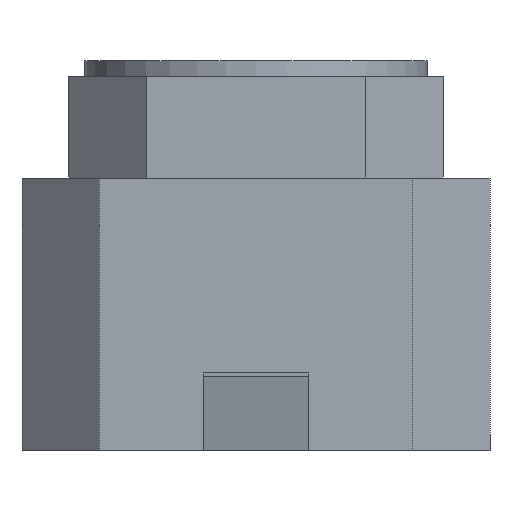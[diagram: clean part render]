
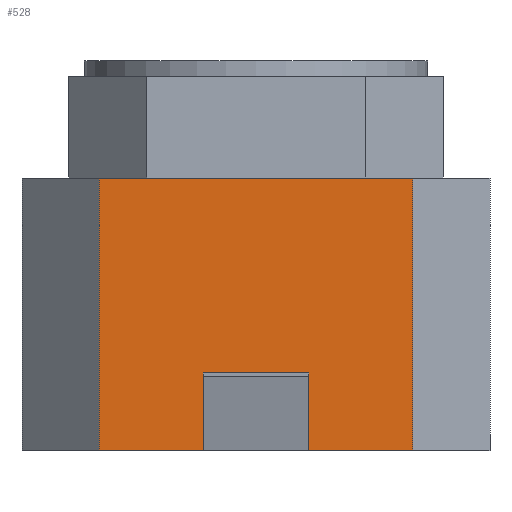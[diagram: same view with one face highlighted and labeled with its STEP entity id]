
A CAD part, left-side view. The second image highlights one B-rep face of the part: STEP entity #528.
In plain terms, the highlighted planar face has unit normal (-1, 0, 0).
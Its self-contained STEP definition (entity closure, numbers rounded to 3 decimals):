
#167 = VERTEX_POINT('',#168);
#168 = CARTESIAN_POINT('',(-3.,0.675,0.2));
#174 = EDGE_CURVE('',#175,#167,#177,.T.);
#175 = VERTEX_POINT('',#176);
#176 = CARTESIAN_POINT('',(-3.,-0.675,0.2));
#177 = LINE('',#178,#179);
#178 = CARTESIAN_POINT('',(-3.,-0.675,0.2));
#179 = VECTOR('',#180,1.);
#180 = DIRECTION('',(0.,1.,0.));
#271 = VERTEX_POINT('',#272);
#272 = CARTESIAN_POINT('',(-3.,2.01,0.));
#278 = EDGE_CURVE('',#271,#279,#281,.T.);
#279 = VERTEX_POINT('',#280);
#280 = CARTESIAN_POINT('',(-3.,0.675,0.));
#281 = LINE('',#282,#283);
#282 = CARTESIAN_POINT('',(-3.,2.01,0.));
#283 = VECTOR('',#284,1.);
#284 = DIRECTION('',(0.,-1.,0.));
#302 = VERTEX_POINT('',#303);
#303 = CARTESIAN_POINT('',(-3.,2.01,3.5));
#309 = EDGE_CURVE('',#271,#302,#310,.T.);
#310 = LINE('',#311,#312);
#311 = CARTESIAN_POINT('',(-3.,2.01,0.));
#312 = VECTOR('',#313,1.);
#313 = DIRECTION('',(0.,0.,1.));
#326 = EDGE_CURVE('',#302,#327,#329,.T.);
#327 = VERTEX_POINT('',#328);
#328 = CARTESIAN_POINT('',(-3.,-2.01,3.5));
#329 = LINE('',#330,#331);
#330 = CARTESIAN_POINT('',(-3.,2.01,3.5));
#331 = VECTOR('',#332,1.);
#332 = DIRECTION('',(0.,-1.,0.));
#515 = EDGE_CURVE('',#279,#167,#516,.T.);
#516 = LINE('',#517,#518);
#517 = CARTESIAN_POINT('',(-3.,0.675,0.));
#518 = VECTOR('',#519,1.);
#519 = DIRECTION('',(0.,0.,1.));
#528 = ADVANCED_FACE('',(#529),#558,.F.);
#529 = FACE_BOUND('',#530,.F.);
#530 = EDGE_LOOP('',(#531,#532,#533,#534,#542,#550,#556,#557));
#531 = ORIENTED_EDGE('',*,*,#278,.F.);
#532 = ORIENTED_EDGE('',*,*,#309,.T.);
#533 = ORIENTED_EDGE('',*,*,#326,.T.);
#534 = ORIENTED_EDGE('',*,*,#535,.F.);
#535 = EDGE_CURVE('',#536,#327,#538,.T.);
#536 = VERTEX_POINT('',#537);
#537 = CARTESIAN_POINT('',(-3.,-2.01,0.));
#538 = LINE('',#539,#540);
#539 = CARTESIAN_POINT('',(-3.,-2.01,0.));
#540 = VECTOR('',#541,1.);
#541 = DIRECTION('',(0.,0.,1.));
#542 = ORIENTED_EDGE('',*,*,#543,.F.);
#543 = EDGE_CURVE('',#544,#536,#546,.T.);
#544 = VERTEX_POINT('',#545);
#545 = CARTESIAN_POINT('',(-3.,-0.675,0.));
#546 = LINE('',#547,#548);
#547 = CARTESIAN_POINT('',(-3.,2.01,0.));
#548 = VECTOR('',#549,1.);
#549 = DIRECTION('',(0.,-1.,0.));
#550 = ORIENTED_EDGE('',*,*,#551,.T.);
#551 = EDGE_CURVE('',#544,#175,#552,.T.);
#552 = LINE('',#553,#554);
#553 = CARTESIAN_POINT('',(-3.,-0.675,0.));
#554 = VECTOR('',#555,1.);
#555 = DIRECTION('',(0.,0.,1.));
#556 = ORIENTED_EDGE('',*,*,#174,.T.);
#557 = ORIENTED_EDGE('',*,*,#515,.F.);
#558 = PLANE('',#559);
#559 = AXIS2_PLACEMENT_3D('',#560,#561,#562);
#560 = CARTESIAN_POINT('',(-3.,2.01,0.));
#561 = DIRECTION('',(1.,0.,0.));
#562 = DIRECTION('',(0.,-1.,0.));
